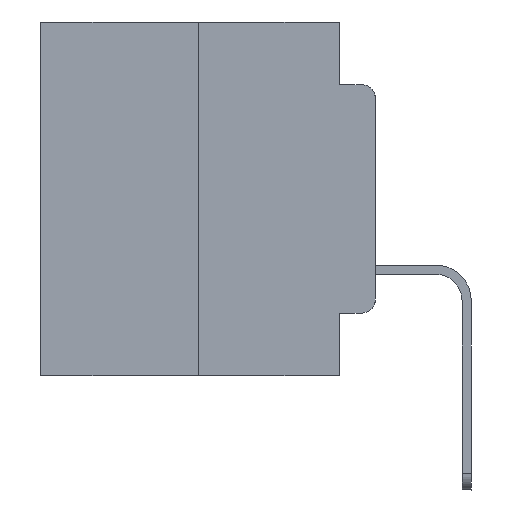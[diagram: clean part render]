
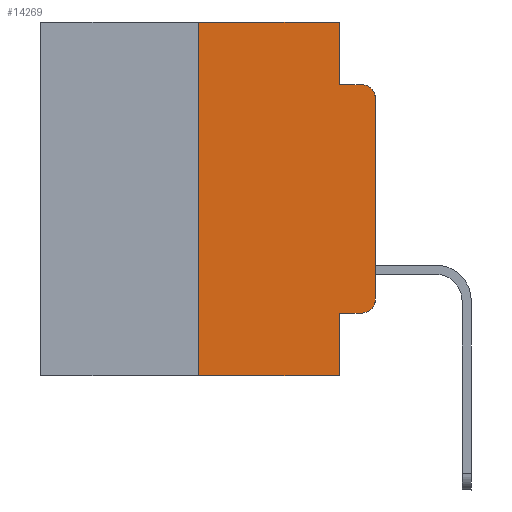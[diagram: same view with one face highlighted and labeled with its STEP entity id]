
A CAD part, left-side view. The second image highlights one B-rep face of the part: STEP entity #14269.
In plain terms, the highlighted planar face has unit normal (-1, 0, 0).
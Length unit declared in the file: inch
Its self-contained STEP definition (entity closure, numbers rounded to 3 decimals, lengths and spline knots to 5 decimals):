
#523 = ORIENTED_EDGE ( 'NONE', *, *, #10466, .F. ) ;
#1066 = PLANE ( 'NONE',  #11158 ) ;
#1327 = DIRECTION ( 'NONE',  ( 0., 0., 1. ) ) ;
#1662 = CARTESIAN_POINT ( 'NONE',  ( 0., 0.25, -0.5 ) ) ;
#2611 = DIRECTION ( 'NONE',  ( 0., -1., 0. ) ) ;
#3187 = DIRECTION ( 'NONE',  ( 1., 0., 0. ) ) ;
#3259 = CARTESIAN_POINT ( 'NONE',  ( 0., 0.051, -0.4115 ) ) ;
#3714 = LINE ( 'NONE', #11797, #21356 ) ;
#4431 = ORIENTED_EDGE ( 'NONE', *, *, #10729, .F. ) ;
#4756 = CARTESIAN_POINT ( 'NONE',  ( 0., 0.051, 0. ) ) ;
#5004 = VERTEX_POINT ( 'NONE', #13438 ) ;
#5027 = DIRECTION ( 'NONE',  ( 0., 0., -1. ) ) ;
#5136 = CIRCLE ( 'NONE', #12162, 0.02 ) ;
#5337 = ORIENTED_EDGE ( 'NONE', *, *, #26504, .T. ) ;
#5451 = EDGE_CURVE ( 'NONE', #17431, #21886, #9472, .T. ) ;
#5989 = CARTESIAN_POINT ( 'NONE',  ( 0., 0.25, 0. ) ) ;
#6271 = CARTESIAN_POINT ( 'NONE',  ( 0., 0.473, 0. ) ) ;
#7353 = VECTOR ( 'NONE', #5027, 39.37008 ) ;
#7697 = VECTOR ( 'NONE', #20976, 39.37008 ) ;
#8086 = CARTESIAN_POINT ( 'NONE',  ( 0., 0.02, -0.3915 ) ) ;
#8570 = VERTEX_POINT ( 'NONE', #16871 ) ;
#8662 = VERTEX_POINT ( 'NONE', #25633 ) ;
#9025 = VERTEX_POINT ( 'NONE', #20802 ) ;
#9439 = CIRCLE ( 'NONE', #13298, 0.02 ) ;
#9472 = LINE ( 'NONE', #10399, #15682 ) ;
#10399 = CARTESIAN_POINT ( 'NONE',  ( 0., 0.473, -0.5 ) ) ;
#10466 = EDGE_CURVE ( 'NONE', #10510, #8662, #13903, .T. ) ;
#10510 = VERTEX_POINT ( 'NONE', #10984 ) ;
#10729 = EDGE_CURVE ( 'NONE', #8662, #24791, #15832, .T. ) ;
#10917 = LINE ( 'NONE', #17194, #23313 ) ;
#10984 = CARTESIAN_POINT ( 'NONE',  ( 0., 0.25, 0. ) ) ;
#11158 = AXIS2_PLACEMENT_3D ( 'NONE', #13830, #3187, #26147 ) ;
#11527 = ORIENTED_EDGE ( 'NONE', *, *, #15906, .F. ) ;
#11636 = VECTOR ( 'NONE', #24937, 39.37008 ) ;
#11797 = CARTESIAN_POINT ( 'NONE',  ( 0., 0., 0. ) ) ;
#11937 = ORIENTED_EDGE ( 'NONE', *, *, #21140, .T. ) ;
#11978 = VECTOR ( 'NONE', #19060, 39.37008 ) ;
#12162 = AXIS2_PLACEMENT_3D ( 'NONE', #8086, #24774, #12188 ) ;
#12188 = DIRECTION ( 'NONE',  ( 0., 0., -1. ) ) ;
#13298 = AXIS2_PLACEMENT_3D ( 'NONE', #24358, #16141, #20288 ) ;
#13438 = CARTESIAN_POINT ( 'NONE',  ( 0., 0., -0.3915 ) ) ;
#13450 = FACE_OUTER_BOUND ( 'NONE', #23744, .T. ) ;
#13830 = CARTESIAN_POINT ( 'NONE',  ( 0., 0.473, 0. ) ) ;
#13903 = LINE ( 'NONE', #6271, #7697 ) ;
#14269 = ADVANCED_FACE ( 'NONE', ( #13450 ), #1066, .F. ) ;
#14658 = VERTEX_POINT ( 'NONE', #3259 ) ;
#15048 = CARTESIAN_POINT ( 'NONE',  ( 0., 0.051, 0. ) ) ;
#15597 = EDGE_CURVE ( 'NONE', #8570, #15623, #9439, .T. ) ;
#15623 = VERTEX_POINT ( 'NONE', #20553 ) ;
#15682 = VECTOR ( 'NONE', #2611, 39.37008 ) ;
#15720 = CARTESIAN_POINT ( 'NONE',  ( 0., 0.051, -0.0885 ) ) ;
#15832 = LINE ( 'NONE', #4756, #7353 ) ;
#15906 = EDGE_CURVE ( 'NONE', #14658, #21886, #20066, .T. ) ;
#15914 = LINE ( 'NONE', #19514, #11978 ) ;
#16141 = DIRECTION ( 'NONE',  ( -1., 0., 0. ) ) ;
#16466 = ORIENTED_EDGE ( 'NONE', *, *, #15597, .T. ) ;
#16871 = CARTESIAN_POINT ( 'NONE',  ( 0., 0., -0.1085 ) ) ;
#17194 = CARTESIAN_POINT ( 'NONE',  ( 0., 0.051, -0.0885 ) ) ;
#17280 = DIRECTION ( 'NONE',  ( 0., -1., 0. ) ) ;
#17431 = VERTEX_POINT ( 'NONE', #1662 ) ;
#17460 = ORIENTED_EDGE ( 'NONE', *, *, #26930, .F. ) ;
#19060 = DIRECTION ( 'NONE',  ( 0., -1., 0. ) ) ;
#19105 = DIRECTION ( 'NONE',  ( 0., 0., -1. ) ) ;
#19514 = CARTESIAN_POINT ( 'NONE',  ( 0., 0.051, -0.4115 ) ) ;
#20066 = LINE ( 'NONE', #15048, #26717 ) ;
#20288 = DIRECTION ( 'NONE',  ( 0., 0., -1. ) ) ;
#20553 = CARTESIAN_POINT ( 'NONE',  ( 0., 0.02, -0.0885 ) ) ;
#20802 = CARTESIAN_POINT ( 'NONE',  ( 0., 0.02, -0.4115 ) ) ;
#20976 = DIRECTION ( 'NONE',  ( 0., -1., 0. ) ) ;
#21140 = EDGE_CURVE ( 'NONE', #9025, #5004, #5136, .T. ) ;
#21356 = VECTOR ( 'NONE', #1327, 39.37008 ) ;
#21886 = VERTEX_POINT ( 'NONE', #23100 ) ;
#22081 = EDGE_CURVE ( 'NONE', #24791, #15623, #10917, .T. ) ;
#22771 = ORIENTED_EDGE ( 'NONE', *, *, #5451, .T. ) ;
#23055 = ORIENTED_EDGE ( 'NONE', *, *, #22081, .F. ) ;
#23100 = CARTESIAN_POINT ( 'NONE',  ( 0., 0.051, -0.5 ) ) ;
#23299 = EDGE_CURVE ( 'NONE', #5004, #8570, #3714, .T. ) ;
#23313 = VECTOR ( 'NONE', #17280, 39.37008 ) ;
#23744 = EDGE_LOOP ( 'NONE', ( #23753, #16466, #23055, #4431, #523, #17460, #22771, #11527, #5337, #11937 ) ) ;
#23753 = ORIENTED_EDGE ( 'NONE', *, *, #23299, .T. ) ;
#24358 = CARTESIAN_POINT ( 'NONE',  ( 0., 0.02, -0.1085 ) ) ;
#24774 = DIRECTION ( 'NONE',  ( -1., 0., 0. ) ) ;
#24791 = VERTEX_POINT ( 'NONE', #15720 ) ;
#24937 = DIRECTION ( 'NONE',  ( 0., 0., 1. ) ) ;
#25633 = CARTESIAN_POINT ( 'NONE',  ( 0., 0.051, 0. ) ) ;
#26040 = LINE ( 'NONE', #5989, #11636 ) ;
#26147 = DIRECTION ( 'NONE',  ( 0., 0., -1. ) ) ;
#26504 = EDGE_CURVE ( 'NONE', #14658, #9025, #15914, .T. ) ;
#26717 = VECTOR ( 'NONE', #19105, 39.37008 ) ;
#26930 = EDGE_CURVE ( 'NONE', #17431, #10510, #26040, .T. ) ;
